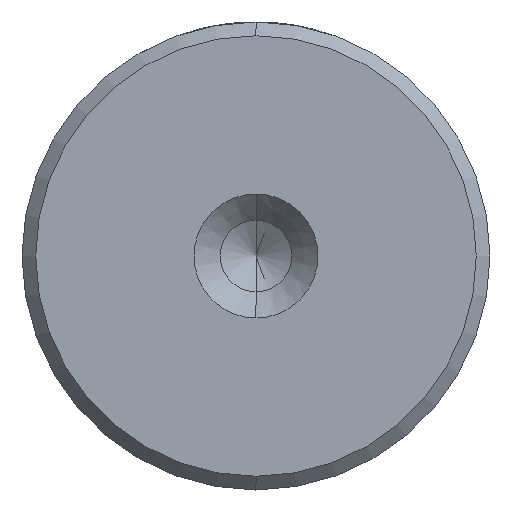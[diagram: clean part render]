
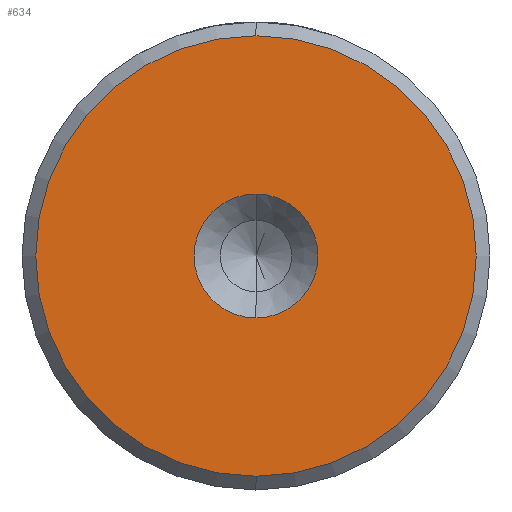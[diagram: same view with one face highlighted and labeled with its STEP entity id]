
A CAD part, left-side view. The second image highlights one B-rep face of the part: STEP entity #634.
In plain terms, the highlighted planar face has unit normal (-1, 0, 0).
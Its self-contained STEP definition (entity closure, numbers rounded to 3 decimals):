
#65 = AXIS2_PLACEMENT_3D ( 'NONE', #196, #1441, #386 ) ;
#102 = CARTESIAN_POINT ( 'NONE',  ( 0., 0., 8. ) ) ;
#196 = CARTESIAN_POINT ( 'NONE',  ( 0., 0., 0. ) ) ;
#205 = ORIENTED_EDGE ( 'NONE', *, *, #1067, .T. ) ;
#209 = CIRCLE ( 'NONE', #1607, 8. ) ;
#336 = AXIS2_PLACEMENT_3D ( 'NONE', #1072, #1030, #855 ) ;
#386 = DIRECTION ( 'NONE',  ( 0., 0., 1. ) ) ;
#450 = VERTEX_POINT ( 'NONE', #762 ) ;
#582 = EDGE_CURVE ( 'NONE', #450, #1691, #2177, .T. ) ;
#621 = EDGE_LOOP ( 'NONE', ( #1124, #1038 ) ) ;
#632 = ORIENTED_EDGE ( 'NONE', *, *, #2254, .T. ) ;
#634 = ADVANCED_FACE ( 'NONE', ( #1219, #2021 ), #1254, .T. ) ;
#762 = CARTESIAN_POINT ( 'NONE',  ( 0., 0., -2.25 ) ) ;
#784 = CIRCLE ( 'NONE', #2186, 2.25 ) ;
#855 = DIRECTION ( 'NONE',  ( 0., 0., 1. ) ) ;
#942 = EDGE_CURVE ( 'NONE', #1691, #450, #784, .T. ) ;
#1030 = DIRECTION ( 'NONE',  ( -1., 0., 0. ) ) ;
#1038 = ORIENTED_EDGE ( 'NONE', *, *, #582, .F. ) ;
#1067 = EDGE_CURVE ( 'NONE', #1259, #1285, #209, .T. ) ;
#1072 = CARTESIAN_POINT ( 'NONE',  ( 0., 0., 0. ) ) ;
#1124 = ORIENTED_EDGE ( 'NONE', *, *, #942, .F. ) ;
#1135 = AXIS2_PLACEMENT_3D ( 'NONE', #2014, #1888, #1878 ) ;
#1177 = DIRECTION ( 'NONE',  ( 0., 0., 1. ) ) ;
#1178 = CARTESIAN_POINT ( 'NONE',  ( 0., 0., 2.25 ) ) ;
#1184 = DIRECTION ( 'NONE',  ( -1., 0., 0. ) ) ;
#1197 = CARTESIAN_POINT ( 'NONE',  ( 0., 0., 0. ) ) ;
#1219 = FACE_OUTER_BOUND ( 'NONE', #1625, .T. ) ;
#1254 = PLANE ( 'NONE',  #336 ) ;
#1259 = VERTEX_POINT ( 'NONE', #102 ) ;
#1285 = VERTEX_POINT ( 'NONE', #1880 ) ;
#1428 = CIRCLE ( 'NONE', #65, 8. ) ;
#1441 = DIRECTION ( 'NONE',  ( -1., 0., 0. ) ) ;
#1607 = AXIS2_PLACEMENT_3D ( 'NONE', #1868, #1859, #1704 ) ;
#1625 = EDGE_LOOP ( 'NONE', ( #632, #205 ) ) ;
#1691 = VERTEX_POINT ( 'NONE', #1178 ) ;
#1704 = DIRECTION ( 'NONE',  ( 0., 0., 1. ) ) ;
#1859 = DIRECTION ( 'NONE',  ( -1., 0., 0. ) ) ;
#1868 = CARTESIAN_POINT ( 'NONE',  ( 0., 0., 0. ) ) ;
#1878 = DIRECTION ( 'NONE',  ( 0., 0., 1. ) ) ;
#1880 = CARTESIAN_POINT ( 'NONE',  ( 0., 0., -8. ) ) ;
#1888 = DIRECTION ( 'NONE',  ( -1., 0., 0. ) ) ;
#2014 = CARTESIAN_POINT ( 'NONE',  ( 0., 0., 0. ) ) ;
#2021 = FACE_BOUND ( 'NONE', #621, .T. ) ;
#2177 = CIRCLE ( 'NONE', #1135, 2.25 ) ;
#2186 = AXIS2_PLACEMENT_3D ( 'NONE', #1197, #1184, #1177 ) ;
#2254 = EDGE_CURVE ( 'NONE', #1285, #1259, #1428, .T. ) ;
